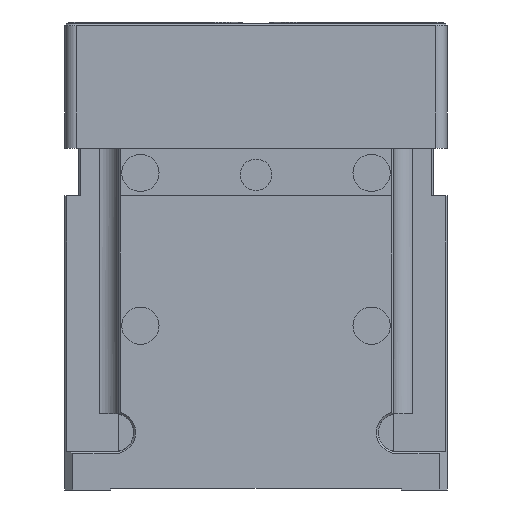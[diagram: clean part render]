
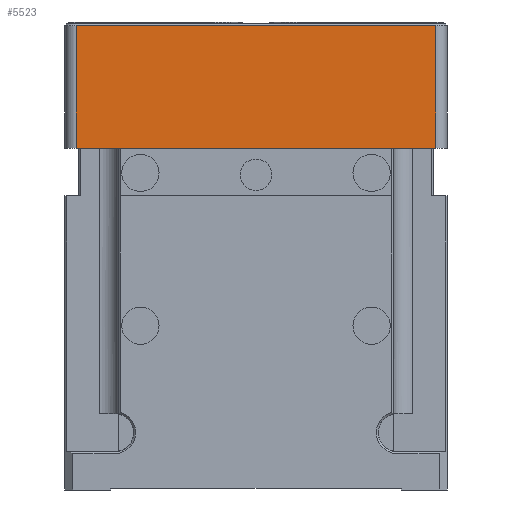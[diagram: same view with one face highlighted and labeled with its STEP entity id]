
A CAD part, front view. The second image highlights one B-rep face of the part: STEP entity #5523.
In plain terms, the highlighted planar face has unit normal (0, -1, 0).
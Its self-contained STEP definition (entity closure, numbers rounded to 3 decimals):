
#759 = CARTESIAN_POINT ( 'NONE',  ( -50., -50., 79.5 ) ) ;
#1719 = VECTOR ( 'NONE', #27673, 1000. ) ;
#2939 = CARTESIAN_POINT ( 'NONE',  ( 47., -50., 111.5 ) ) ;
#3219 = EDGE_LOOP ( 'NONE', ( #27838, #6515, #24792, #9914 ) ) ;
#4994 = DIRECTION ( 'NONE',  ( 0., 0., -1. ) ) ;
#5523 = ADVANCED_FACE ( 'NONE', ( #24669 ), #11562, .T. ) ;
#6515 = ORIENTED_EDGE ( 'NONE', *, *, #15830, .T. ) ;
#7473 = LINE ( 'NONE', #9230, #18577 ) ;
#8616 = EDGE_CURVE ( 'NONE', #26332, #21055, #27823, .T. ) ;
#9121 = VECTOR ( 'NONE', #12867, 1000. ) ;
#9230 = CARTESIAN_POINT ( 'NONE',  ( 47., -50., 111.5 ) ) ;
#9914 = ORIENTED_EDGE ( 'NONE', *, *, #26868, .T. ) ;
#10785 = CARTESIAN_POINT ( 'NONE',  ( -47., -50., 79.5 ) ) ;
#11102 = CARTESIAN_POINT ( 'NONE',  ( -47., -50., 79.5 ) ) ;
#11562 = PLANE ( 'NONE',  #21272 ) ;
#12867 = DIRECTION ( 'NONE',  ( 1., 0., 0. ) ) ;
#15401 = CARTESIAN_POINT ( 'NONE',  ( -47., -50., 111.5 ) ) ;
#15791 = DIRECTION ( 'NONE',  ( 0., -1., 0. ) ) ;
#15830 = EDGE_CURVE ( 'NONE', #21055, #19560, #28296, .T. ) ;
#17978 = DIRECTION ( 'NONE',  ( 0., 0., -1. ) ) ;
#18124 = DIRECTION ( 'NONE',  ( -1., 0., 0. ) ) ;
#18577 = VECTOR ( 'NONE', #18124, 1000. ) ;
#19545 = VECTOR ( 'NONE', #4994, 1000. ) ;
#19560 = VERTEX_POINT ( 'NONE', #26743 ) ;
#19912 = EDGE_CURVE ( 'NONE', #28698, #19560, #25239, .T. ) ;
#21055 = VERTEX_POINT ( 'NONE', #10785 ) ;
#21272 = AXIS2_PLACEMENT_3D ( 'NONE', #759, #15791, #17978 ) ;
#23030 = CARTESIAN_POINT ( 'NONE',  ( -47., -50., 111.5 ) ) ;
#24669 = FACE_OUTER_BOUND ( 'NONE', #3219, .T. ) ;
#24792 = ORIENTED_EDGE ( 'NONE', *, *, #19912, .F. ) ;
#25239 = LINE ( 'NONE', #2939, #19545 ) ;
#26332 = VERTEX_POINT ( 'NONE', #15401 ) ;
#26743 = CARTESIAN_POINT ( 'NONE',  ( 47., -50., 79.5 ) ) ;
#26868 = EDGE_CURVE ( 'NONE', #28698, #26332, #7473, .T. ) ;
#27673 = DIRECTION ( 'NONE',  ( 0., 0., -1. ) ) ;
#27823 = LINE ( 'NONE', #23030, #1719 ) ;
#27838 = ORIENTED_EDGE ( 'NONE', *, *, #8616, .T. ) ;
#27927 = CARTESIAN_POINT ( 'NONE',  ( 47., -50., 111.5 ) ) ;
#28296 = LINE ( 'NONE', #11102, #9121 ) ;
#28698 = VERTEX_POINT ( 'NONE', #27927 ) ;
